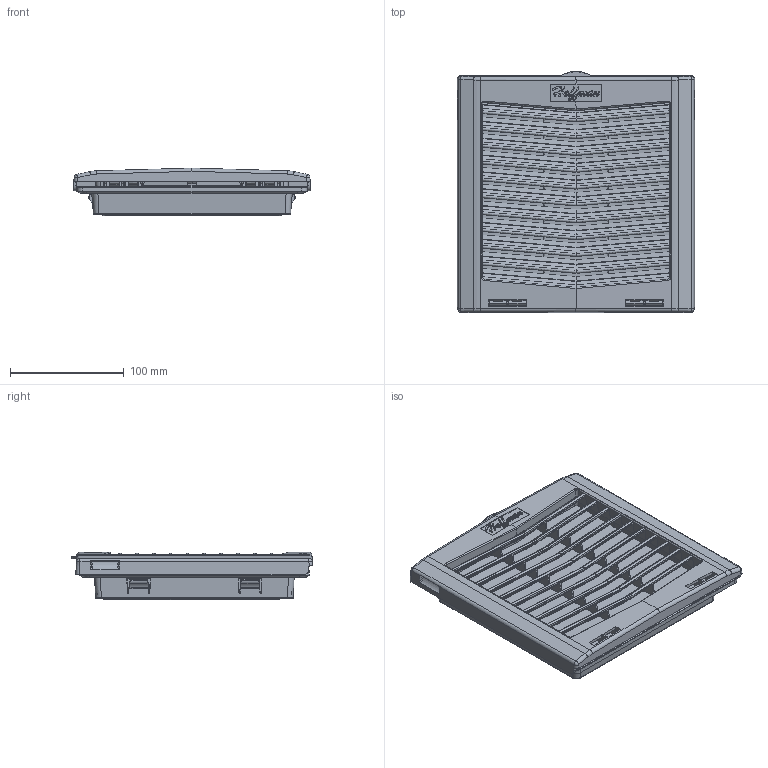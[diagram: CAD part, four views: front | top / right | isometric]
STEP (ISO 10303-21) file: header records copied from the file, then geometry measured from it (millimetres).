
FILE_DESCRIPTION (( 'STEP AP214' ), '1' );
FILE_NAME ('HF09_ExhaustGrille.STEP', '2016-05-02T20:34:44', ( '' ), ( '' ), 'SwSTEP 2.0', 'SolidWorks 2014', '' );
FILE_SCHEMA (( 'AUTOMOTIVE_DESIGN' ));
Length unit declared in the file: millimetre
Products named in the file (7): 87780086; 89122907; 89134425; 89133142; 89133132; 89122908; HF09_ExhaustGrille
Assembly tree (6 placements, depth 3):
  HF09_ExhaustGrille
    89133142
      89122908
      89133132
    89134425
    89122907
    87780086
Bounding box: 208.5 x 211.85 x 41.93 mm (x, y, z)
Volume: 693332.9 mm3; surface area: 330531.1 mm2
Topology: 5 solids, 5 shells, 3366 faces, 9979 edges, 6326 vertices
Faces by surface type: plane 1605, bspline 829, cylinder 828, cone 46, torus 34, sphere 24
Entity records: 129135 total; most frequent: CARTESIAN_POINT 51253, ORIENTED_EDGE 19842, DIRECTION 11845, EDGE_CURVE 9921, VERTEX_POINT 6326, LINE 5289, VECTOR 5289, EDGE_LOOP 3435
